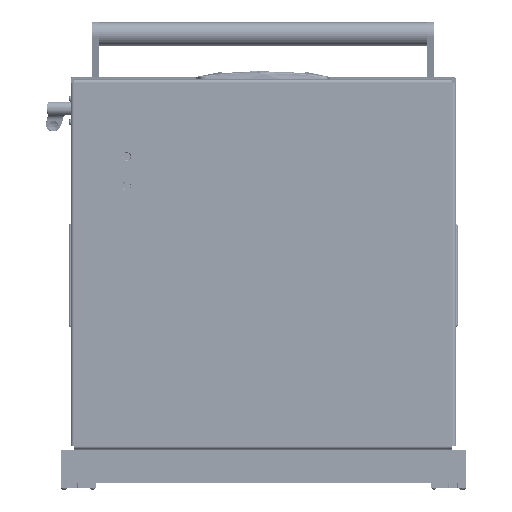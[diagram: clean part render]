
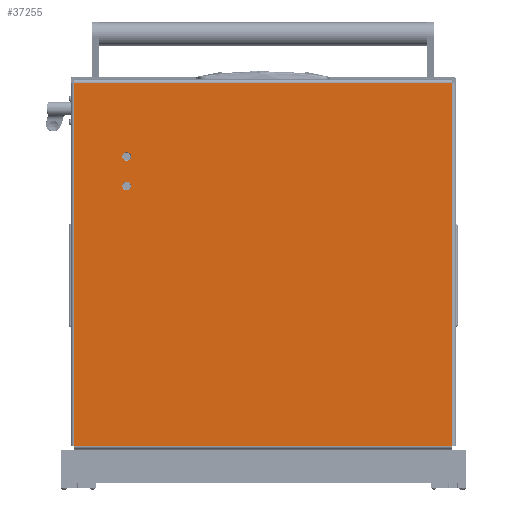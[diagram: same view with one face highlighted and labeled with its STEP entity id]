
A CAD part, front view. The second image highlights one B-rep face of the part: STEP entity #37255.
In plain terms, the highlighted face is planar.
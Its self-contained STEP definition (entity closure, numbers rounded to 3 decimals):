
#119 = DIRECTION ( 'NONE',  ( -1., 0., 0. ) ) ;
#6955 = VERTEX_POINT ( 'NONE', #117671 ) ;
#8122 = FACE_OUTER_BOUND ( 'NONE', #96557, .T. ) ;
#11332 = FACE_BOUND ( 'NONE', #12915, .T. ) ;
#11384 = DIRECTION ( 'NONE',  ( 0., -1., 0. ) ) ;
#11451 = CARTESIAN_POINT ( 'NONE',  ( 436., 0., 0. ) ) ;
#12037 = VERTEX_POINT ( 'NONE', #11451 ) ;
#12305 = ORIENTED_EDGE ( 'NONE', *, *, #12601, .T. ) ;
#12601 = EDGE_CURVE ( 'NONE', #111634, #81600, #62733, .T. ) ;
#12915 = EDGE_LOOP ( 'NONE', ( #40186, #108319 ) ) ;
#14043 = LINE ( 'NONE', #120809, #26618 ) ;
#14443 = VERTEX_POINT ( 'NONE', #67940 ) ;
#14862 = EDGE_CURVE ( 'NONE', #86638, #33209, #43553, .T. ) ;
#15160 = AXIS2_PLACEMENT_3D ( 'NONE', #55955, #106102, #45888 ) ;
#16979 = CIRCLE ( 'NONE', #80336, 5.2 ) ;
#16987 = CARTESIAN_POINT ( 'NONE',  ( 125., 389., 0. ) ) ;
#17169 = DIRECTION ( 'NONE',  ( -1., 0., 0. ) ) ;
#21082 = CARTESIAN_POINT ( 'NONE',  ( 84.8, 389., 0. ) ) ;
#26618 = VECTOR ( 'NONE', #11384, 1000. ) ;
#26839 = CARTESIAN_POINT ( 'NONE',  ( 0., 452., 0. ) ) ;
#29108 = CARTESIAN_POINT ( 'NONE',  ( 119.8, 389., 0. ) ) ;
#33209 = VERTEX_POINT ( 'NONE', #29108 ) ;
#34842 = FACE_BOUND ( 'NONE', #51916, .T. ) ;
#34936 = DIRECTION ( 'NONE',  ( -1., 0., 0. ) ) ;
#37248 = ORIENTED_EDGE ( 'NONE', *, *, #82793, .T. ) ;
#37255 = ADVANCED_FACE ( 'NONE', ( #34842, #11332, #8122 ), #77311, .T. ) ;
#38261 = DIRECTION ( 'NONE',  ( 0., 0., -1. ) ) ;
#38847 = CARTESIAN_POINT ( 'NONE',  ( 90., 389., 0. ) ) ;
#39639 = DIRECTION ( 'NONE',  ( 0., 0., -1. ) ) ;
#40186 = ORIENTED_EDGE ( 'NONE', *, *, #108662, .F. ) ;
#41826 = CARTESIAN_POINT ( 'NONE',  ( 0., 452., 0. ) ) ;
#42686 = EDGE_CURVE ( 'NONE', #50244, #6955, #90170, .T. ) ;
#43553 = CIRCLE ( 'NONE', #15160, 5.2 ) ;
#45888 = DIRECTION ( 'NONE',  ( -1., 0., 0. ) ) ;
#47261 = DIRECTION ( 'NONE',  ( -1., 0., 0. ) ) ;
#50244 = VERTEX_POINT ( 'NONE', #21082 ) ;
#51916 = EDGE_LOOP ( 'NONE', ( #122211, #81981 ) ) ;
#53357 = ORIENTED_EDGE ( 'NONE', *, *, #125177, .T. ) ;
#54674 = EDGE_CURVE ( 'NONE', #6955, #50244, #62035, .T. ) ;
#54878 = EDGE_CURVE ( 'NONE', #14443, #81600, #85584, .T. ) ;
#55525 = CARTESIAN_POINT ( 'NONE',  ( 436., 0., 0. ) ) ;
#55955 = CARTESIAN_POINT ( 'NONE',  ( 125., 389., 0. ) ) ;
#58166 = DIRECTION ( 'NONE',  ( 0., 0., -1. ) ) ;
#58709 = DIRECTION ( 'NONE',  ( 0., 0., -1. ) ) ;
#59043 = CARTESIAN_POINT ( 'NONE',  ( 2., 452., 0. ) ) ;
#62035 = CIRCLE ( 'NONE', #108982, 5.2 ) ;
#62733 = LINE ( 'NONE', #113504, #113093 ) ;
#67940 = CARTESIAN_POINT ( 'NONE',  ( 436., 452., 0. ) ) ;
#68220 = DIRECTION ( 'NONE',  ( -1., 0., 0. ) ) ;
#73004 = DIRECTION ( 'NONE',  ( 0., 1., 0. ) ) ;
#77311 = PLANE ( 'NONE',  #105280 ) ;
#80336 = AXIS2_PLACEMENT_3D ( 'NONE', #16987, #58709, #47261 ) ;
#81600 = VERTEX_POINT ( 'NONE', #59043 ) ;
#81981 = ORIENTED_EDGE ( 'NONE', *, *, #54674, .F. ) ;
#82793 = EDGE_CURVE ( 'NONE', #12037, #111634, #114890, .T. ) ;
#85584 = LINE ( 'NONE', #41826, #115664 ) ;
#86638 = VERTEX_POINT ( 'NONE', #111583 ) ;
#88096 = VECTOR ( 'NONE', #34936, 1000. ) ;
#90170 = CIRCLE ( 'NONE', #94285, 5.2 ) ;
#90611 = CARTESIAN_POINT ( 'NONE',  ( 90., 389., 0. ) ) ;
#93618 = DIRECTION ( 'NONE',  ( -1., 0., 0. ) ) ;
#94285 = AXIS2_PLACEMENT_3D ( 'NONE', #38847, #58166, #68220 ) ;
#96557 = EDGE_LOOP ( 'NONE', ( #37248, #12305, #107898, #53357 ) ) ;
#104207 = CARTESIAN_POINT ( 'NONE',  ( 2., 0., 0. ) ) ;
#105280 = AXIS2_PLACEMENT_3D ( 'NONE', #26839, #38261, #17169 ) ;
#106102 = DIRECTION ( 'NONE',  ( 0., 0., -1. ) ) ;
#107898 = ORIENTED_EDGE ( 'NONE', *, *, #54878, .F. ) ;
#108319 = ORIENTED_EDGE ( 'NONE', *, *, #14862, .F. ) ;
#108662 = EDGE_CURVE ( 'NONE', #33209, #86638, #16979, .T. ) ;
#108982 = AXIS2_PLACEMENT_3D ( 'NONE', #90611, #39639, #119 ) ;
#111583 = CARTESIAN_POINT ( 'NONE',  ( 130.2, 389., 0. ) ) ;
#111634 = VERTEX_POINT ( 'NONE', #104207 ) ;
#113093 = VECTOR ( 'NONE', #73004, 1000. ) ;
#113504 = CARTESIAN_POINT ( 'NONE',  ( 2., 0., 0. ) ) ;
#114890 = LINE ( 'NONE', #55525, #88096 ) ;
#115664 = VECTOR ( 'NONE', #93618, 1000. ) ;
#117671 = CARTESIAN_POINT ( 'NONE',  ( 95.2, 389., 0. ) ) ;
#120809 = CARTESIAN_POINT ( 'NONE',  ( 436., 452., 0. ) ) ;
#122211 = ORIENTED_EDGE ( 'NONE', *, *, #42686, .F. ) ;
#125177 = EDGE_CURVE ( 'NONE', #14443, #12037, #14043, .T. ) ;
